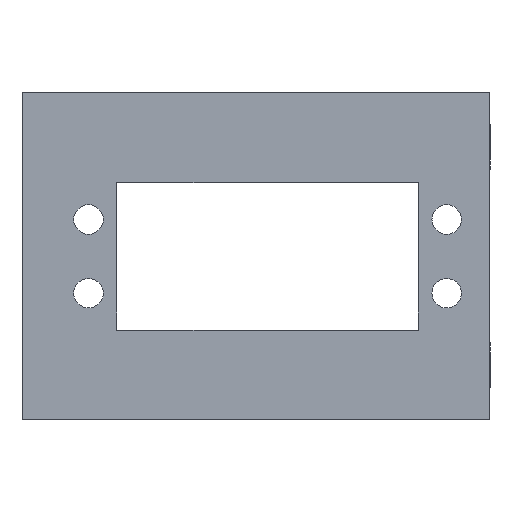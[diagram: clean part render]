
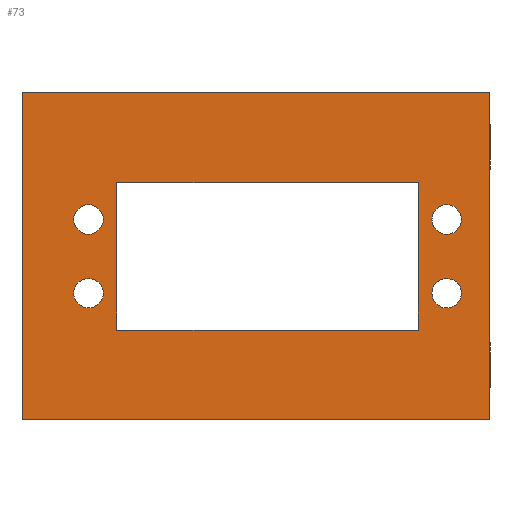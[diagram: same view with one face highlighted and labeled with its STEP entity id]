
A CAD part, left-side view. The second image highlights one B-rep face of the part: STEP entity #73.
In plain terms, the highlighted planar face has unit normal (-1, 0, 0).
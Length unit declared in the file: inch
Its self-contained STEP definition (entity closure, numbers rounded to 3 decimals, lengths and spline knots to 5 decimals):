
#3 = CARTESIAN_POINT ( 'NONE',  ( 0., 0., 0.875 ) ) ;
#6 = DIRECTION ( 'NONE',  ( 1., 0., 0. ) ) ;
#7 = EDGE_CURVE ( 'NONE', #1051, #219, #1203, .T. ) ;
#16 = CARTESIAN_POINT ( 'NONE',  ( 0., 2.06594, 0.195 ) ) ;
#18 = CARTESIAN_POINT ( 'NONE',  ( 0., 1.99311, -0.39555 ) ) ;
#21 = FACE_OUTER_BOUND ( 'NONE', #1210, .T. ) ;
#22 = CARTESIAN_POINT ( 'NONE',  ( 0., 0., 0.875 ) ) ;
#24 = AXIS2_PLACEMENT_3D ( 'NONE', #1043, #945, #375 ) ;
#29 = EDGE_LOOP ( 'NONE', ( #476, #462 ) ) ;
#65 = AXIS2_PLACEMENT_3D ( 'NONE', #942, #1152, #864 ) ;
#73 = ADVANCED_FACE ( 'NONE', ( #558, #841, #734, #851, #867, #21 ), #113, .F. ) ;
#74 = LINE ( 'NONE', #88, #1016 ) ;
#79 = DIRECTION ( 'NONE',  ( 0., 1., 0. ) ) ;
#80 = CARTESIAN_POINT ( 'NONE',  ( 0., 2.5, 0.875 ) ) ;
#87 = ORIENTED_EDGE ( 'NONE', *, *, #1107, .T. ) ;
#88 = CARTESIAN_POINT ( 'NONE',  ( 0., 1.99311, 0.39185 ) ) ;
#89 = VERTEX_POINT ( 'NONE', #1071 ) ;
#102 = DIRECTION ( 'NONE',  ( 0., 0., 1. ) ) ;
#106 = ORIENTED_EDGE ( 'NONE', *, *, #622, .T. ) ;
#113 = PLANE ( 'NONE',  #354 ) ;
#117 = EDGE_LOOP ( 'NONE', ( #1145, #313 ) ) ;
#124 = VECTOR ( 'NONE', #102, 39.37008 ) ;
#134 = VERTEX_POINT ( 'NONE', #208 ) ;
#140 = ORIENTED_EDGE ( 'NONE', *, *, #249, .T. ) ;
#145 = AXIS2_PLACEMENT_3D ( 'NONE', #846, #669, #1158 ) ;
#173 = DIRECTION ( 'NONE',  ( 1., 0., 0. ) ) ;
#192 = EDGE_LOOP ( 'NONE', ( #459, #554, #584, #140 ) ) ;
#199 = AXIS2_PLACEMENT_3D ( 'NONE', #370, #6, #458 ) ;
#204 = AXIS2_PLACEMENT_3D ( 'NONE', #742, #173, #79 ) ;
#208 = CARTESIAN_POINT ( 'NONE',  ( 0., 2.5, -0.875 ) ) ;
#219 = VERTEX_POINT ( 'NONE', #233 ) ;
#233 = CARTESIAN_POINT ( 'NONE',  ( 0., 0.15256, -0.1987 ) ) ;
#234 = CARTESIAN_POINT ( 'NONE',  ( 0., 2.22343, 0.195 ) ) ;
#249 = EDGE_CURVE ( 'NONE', #1095, #686, #903, .T. ) ;
#271 = EDGE_CURVE ( 'NONE', #574, #662, #1192, .T. ) ;
#303 = EDGE_CURVE ( 'NONE', #89, #717, #74, .T. ) ;
#309 = VERTEX_POINT ( 'NONE', #80 ) ;
#313 = ORIENTED_EDGE ( 'NONE', *, *, #972, .T. ) ;
#320 = AXIS2_PLACEMENT_3D ( 'NONE', #1000, #902, #1115 ) ;
#324 = CARTESIAN_POINT ( 'NONE',  ( 0., 0., 0.875 ) ) ;
#329 = LINE ( 'NONE', #1096, #380 ) ;
#332 = DIRECTION ( 'NONE',  ( 0., -1., 0. ) ) ;
#333 = EDGE_LOOP ( 'NONE', ( #87, #106 ) ) ;
#338 = CARTESIAN_POINT ( 'NONE',  ( 0., 0.38287, 0.39185 ) ) ;
#354 = AXIS2_PLACEMENT_3D ( 'NONE', #791, #695, #1179 ) ;
#363 = DIRECTION ( 'NONE',  ( 0., -1., 0. ) ) ;
#370 = CARTESIAN_POINT ( 'NONE',  ( 0., 2.14469, -0.1987 ) ) ;
#375 = DIRECTION ( 'NONE',  ( 0., 1., 0. ) ) ;
#380 = VECTOR ( 'NONE', #711, 39.37008 ) ;
#404 = VERTEX_POINT ( 'NONE', #464 ) ;
#422 = DIRECTION ( 'NONE',  ( 1., 0., 0. ) ) ;
#423 = ORIENTED_EDGE ( 'NONE', *, *, #1140, .T. ) ;
#426 = CARTESIAN_POINT ( 'NONE',  ( 0., 0.38287, 0.39185 ) ) ;
#453 = VECTOR ( 'NONE', #1044, 39.37008 ) ;
#458 = DIRECTION ( 'NONE',  ( 0., 1., 0. ) ) ;
#459 = ORIENTED_EDGE ( 'NONE', *, *, #682, .T. ) ;
#462 = ORIENTED_EDGE ( 'NONE', *, *, #1007, .T. ) ;
#464 = CARTESIAN_POINT ( 'NONE',  ( 0., 0.15256, 0.195 ) ) ;
#466 = CIRCLE ( 'NONE', #1178, 0.07874 ) ;
#476 = ORIENTED_EDGE ( 'NONE', *, *, #648, .T. ) ;
#483 = VERTEX_POINT ( 'NONE', #1080 ) ;
#507 = DIRECTION ( 'NONE',  ( 0., 1., 0. ) ) ;
#511 = CARTESIAN_POINT ( 'NONE',  ( 0., 1.99311, -0.39555 ) ) ;
#526 = LINE ( 'NONE', #895, #830 ) ;
#554 = ORIENTED_EDGE ( 'NONE', *, *, #303, .T. ) ;
#558 = FACE_BOUND ( 'NONE', #192, .T. ) ;
#563 = ORIENTED_EDGE ( 'NONE', *, *, #1200, .T. ) ;
#574 = VERTEX_POINT ( 'NONE', #22 ) ;
#584 = ORIENTED_EDGE ( 'NONE', *, *, #1221, .T. ) ;
#592 = CIRCLE ( 'NONE', #65, 0.07874 ) ;
#596 = CIRCLE ( 'NONE', #204, 0.07874 ) ;
#602 = VERTEX_POINT ( 'NONE', #234 ) ;
#611 = DIRECTION ( 'NONE',  ( 0., 1., 0. ) ) ;
#622 = EDGE_CURVE ( 'NONE', #849, #602, #1139, .T. ) ;
#624 = DIRECTION ( 'NONE',  ( 0., 0., -1. ) ) ;
#642 = EDGE_CURVE ( 'NONE', #483, #404, #592, .T. ) ;
#648 = EDGE_CURVE ( 'NONE', #926, #1067, #1227, .T. ) ;
#662 = VERTEX_POINT ( 'NONE', #1146 ) ;
#669 = DIRECTION ( 'NONE',  ( 1., 0., 0. ) ) ;
#682 = EDGE_CURVE ( 'NONE', #686, #89, #948, .T. ) ;
#686 = VERTEX_POINT ( 'NONE', #18 ) ;
#695 = DIRECTION ( 'NONE',  ( 1., 0., 0. ) ) ;
#707 = CARTESIAN_POINT ( 'NONE',  ( 0., 2.14469, 0.195 ) ) ;
#711 = DIRECTION ( 'NONE',  ( 0., 0., -1. ) ) ;
#717 = VERTEX_POINT ( 'NONE', #426 ) ;
#719 = CARTESIAN_POINT ( 'NONE',  ( 0., 2.22343, -0.1987 ) ) ;
#731 = CIRCLE ( 'NONE', #866, 0.07874 ) ;
#734 = FACE_BOUND ( 'NONE', #333, .T. ) ;
#742 = CARTESIAN_POINT ( 'NONE',  ( 0., 2.14469, -0.1987 ) ) ;
#782 = ORIENTED_EDGE ( 'NONE', *, *, #7, .T. ) ;
#791 = CARTESIAN_POINT ( 'NONE',  ( 0., 0., 0.875 ) ) ;
#798 = DIRECTION ( 'NONE',  ( 1., 0., 0. ) ) ;
#830 = VECTOR ( 'NONE', #332, 39.37008 ) ;
#833 = EDGE_CURVE ( 'NONE', #309, #574, #953, .T. ) ;
#841 = FACE_BOUND ( 'NONE', #1110, .T. ) ;
#846 = CARTESIAN_POINT ( 'NONE',  ( 0., 2.14469, 0.195 ) ) ;
#849 = VERTEX_POINT ( 'NONE', #16 ) ;
#851 = FACE_BOUND ( 'NONE', #29, .T. ) ;
#864 = DIRECTION ( 'NONE',  ( 0., 1., 0. ) ) ;
#866 = AXIS2_PLACEMENT_3D ( 'NONE', #707, #798, #611 ) ;
#867 = FACE_BOUND ( 'NONE', #117, .T. ) ;
#886 = VECTOR ( 'NONE', #624, 39.37008 ) ;
#895 = CARTESIAN_POINT ( 'NONE',  ( 0., 0., -0.875 ) ) ;
#902 = DIRECTION ( 'NONE',  ( 1., 0., 0. ) ) ;
#903 = LINE ( 'NONE', #511, #1098 ) ;
#926 = VERTEX_POINT ( 'NONE', #719 ) ;
#942 = CARTESIAN_POINT ( 'NONE',  ( 0., 0.2313, 0.195 ) ) ;
#945 = DIRECTION ( 'NONE',  ( 1., 0., 0. ) ) ;
#948 = LINE ( 'NONE', #956, #124 ) ;
#953 = LINE ( 'NONE', #3, #453 ) ;
#955 = CARTESIAN_POINT ( 'NONE',  ( 0., 2.06594, -0.1987 ) ) ;
#956 = CARTESIAN_POINT ( 'NONE',  ( 0., 1.99311, 0.39185 ) ) ;
#972 = EDGE_CURVE ( 'NONE', #404, #483, #1229, .T. ) ;
#987 = EDGE_CURVE ( 'NONE', #309, #134, #329, .T. ) ;
#997 = CARTESIAN_POINT ( 'NONE',  ( 0., 0.2313, -0.1987 ) ) ;
#1000 = CARTESIAN_POINT ( 'NONE',  ( 0., 0.2313, 0.195 ) ) ;
#1007 = EDGE_CURVE ( 'NONE', #1067, #926, #596, .T. ) ;
#1010 = CARTESIAN_POINT ( 'NONE',  ( 0., 0.38287, -0.39555 ) ) ;
#1016 = VECTOR ( 'NONE', #363, 39.37008 ) ;
#1017 = ORIENTED_EDGE ( 'NONE', *, *, #833, .F. ) ;
#1032 = ORIENTED_EDGE ( 'NONE', *, *, #271, .F. ) ;
#1043 = CARTESIAN_POINT ( 'NONE',  ( 0., 0.2313, -0.1987 ) ) ;
#1044 = DIRECTION ( 'NONE',  ( 0., -1., 0. ) ) ;
#1051 = VERTEX_POINT ( 'NONE', #1074 ) ;
#1067 = VERTEX_POINT ( 'NONE', #955 ) ;
#1071 = CARTESIAN_POINT ( 'NONE',  ( 0., 1.99311, 0.39185 ) ) ;
#1073 = ORIENTED_EDGE ( 'NONE', *, *, #987, .T. ) ;
#1074 = CARTESIAN_POINT ( 'NONE',  ( 0., 0.31004, -0.1987 ) ) ;
#1080 = CARTESIAN_POINT ( 'NONE',  ( 0., 0.31004, 0.195 ) ) ;
#1095 = VERTEX_POINT ( 'NONE', #1010 ) ;
#1096 = CARTESIAN_POINT ( 'NONE',  ( 0., 2.5, 0.875 ) ) ;
#1098 = VECTOR ( 'NONE', #507, 39.37008 ) ;
#1099 = DIRECTION ( 'NONE',  ( 0., 0., -1. ) ) ;
#1107 = EDGE_CURVE ( 'NONE', #602, #849, #731, .T. ) ;
#1110 = EDGE_LOOP ( 'NONE', ( #782, #423 ) ) ;
#1115 = DIRECTION ( 'NONE',  ( 0., 1., 0. ) ) ;
#1139 = CIRCLE ( 'NONE', #145, 0.07874 ) ;
#1140 = EDGE_CURVE ( 'NONE', #219, #1051, #466, .T. ) ;
#1145 = ORIENTED_EDGE ( 'NONE', *, *, #642, .T. ) ;
#1146 = CARTESIAN_POINT ( 'NONE',  ( 0., 0., -0.875 ) ) ;
#1152 = DIRECTION ( 'NONE',  ( 1., 0., 0. ) ) ;
#1158 = DIRECTION ( 'NONE',  ( 0., 1., 0. ) ) ;
#1178 = AXIS2_PLACEMENT_3D ( 'NONE', #997, #422, #1189 ) ;
#1179 = DIRECTION ( 'NONE',  ( 0., 0., -1. ) ) ;
#1189 = DIRECTION ( 'NONE',  ( 0., 1., 0. ) ) ;
#1192 = LINE ( 'NONE', #324, #1223 ) ;
#1200 = EDGE_CURVE ( 'NONE', #134, #662, #526, .T. ) ;
#1203 = CIRCLE ( 'NONE', #24, 0.07874 ) ;
#1206 = LINE ( 'NONE', #338, #886 ) ;
#1210 = EDGE_LOOP ( 'NONE', ( #563, #1032, #1017, #1073 ) ) ;
#1221 = EDGE_CURVE ( 'NONE', #717, #1095, #1206, .T. ) ;
#1223 = VECTOR ( 'NONE', #1099, 39.37008 ) ;
#1227 = CIRCLE ( 'NONE', #199, 0.07874 ) ;
#1229 = CIRCLE ( 'NONE', #320, 0.07874 ) ;
